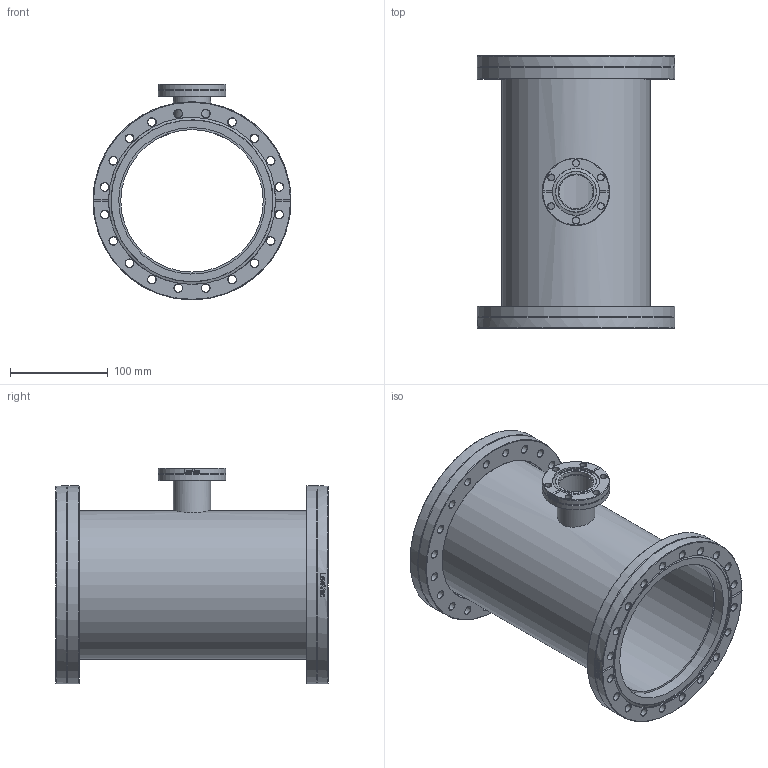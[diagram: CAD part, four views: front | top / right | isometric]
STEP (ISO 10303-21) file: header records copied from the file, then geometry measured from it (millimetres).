
FILE_DESCRIPTION(/* description */ (''),/* implementation_level */ '2;1');
FILE_NAME(/* name */ 'FL-RT160-40CF.stp',/* time_stamp */ '2018-02-22T10:07:24+00:00',/* author */ ('paul'),/* organization */ (''),/* preprocessor_version */ 'ST-DEVELOPER v16.13',/* originating_system */ 'Autodesk Inventor 2018',/* authorisation */ '');
FILE_SCHEMA (('AUTOMOTIVE_DESIGN { 1 0 10303 214 3 1 1 }'));
Length unit declared in the file: millimetre
Products named in the file (10): FL-RT160-40CF; FL-160CF-152; FL-160CFR-152; FL-160CFR OUTER; FL-160CFR-152 INNER; main tube; FL-40CFR-38; FL-40CF-OUT; FL-40CF-INB38.1; side tube
Assembly tree (9 placements, depth 3):
  FL-RT160-40CF
    FL-160CF-152
    FL-160CFR-152
      FL-160CFR OUTER
      FL-160CFR-152 INNER
    main tube
    FL-40CFR-38
      FL-40CF-OUT
      FL-40CF-INB38.1
    side tube
Bounding box: 203 x 279.4 x 221.1 mm (x, y, z)
Volume: 1006154 mm3; surface area: 415974.7 mm2
Topology: 7 solids, 7 shells, 486 faces, 1278 edges, 833 vertices
Faces by surface type: bspline 147, plane 124, cone 111, cylinder 101, torus 3
Full cylindrical faces by diameter (mm): 6.7 x6, 8.4 x40, 35 x1, 36.6 x1, 38.1 x2, 38.2 x1, 45.5 x1, 48.1 x1, 48.3 x1, 69.1 x2, 146 x1, 150.2 x2, 152.4 x1, 152.9 x2, 156 x1, 171.4 x3, 203 x4
Entity records: 39260 total; most frequent: CARTESIAN_POINT 28355, ORIENTED_EDGE 2092, DIRECTION 1915, EDGE_CURVE 1046, EDGE_LOOP 799, AXIS2_PLACEMENT_3D 787, VERTEX_POINT 779, FACE_OUTER_BOUND 486
